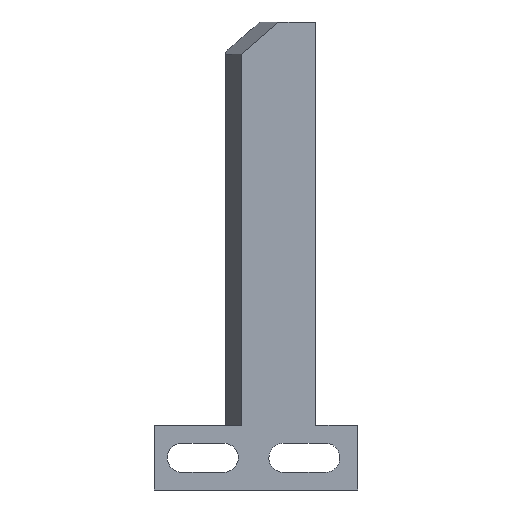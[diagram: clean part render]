
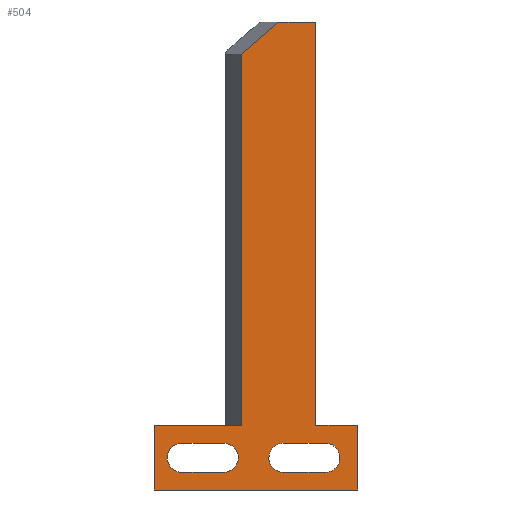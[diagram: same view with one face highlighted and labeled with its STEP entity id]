
A CAD part, front view. The second image highlights one B-rep face of the part: STEP entity #504.
In plain terms, the highlighted planar face has unit normal (0, -1, 0).
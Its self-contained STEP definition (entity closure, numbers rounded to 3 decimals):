
#334=AXIS2_PLACEMENT_3D('Plane Axis2P3D',#331,#332,#333) ;
#396=AXIS2_PLACEMENT_3D('Circle Axis2P3D',#394,#395,$) ;
#412=AXIS2_PLACEMENT_3D('Circle Axis2P3D',#410,#411,$) ;
#51=CARTESIAN_POINT('Vertex',(8.547,-12.,45.)) ;
#54=CARTESIAN_POINT('Line Origine',(14.274,-12.,45.)) ;
#58=CARTESIAN_POINT('Vertex',(20.,-12.,45.)) ;
#274=CARTESIAN_POINT('Line Origine',(2.774,-12.,40.)) ;
#278=CARTESIAN_POINT('Vertex',(-3.,-12.,35.)) ;
#331=CARTESIAN_POINT('Axis2P3D Location',(0.,-12.,40.)) ;
#336=CARTESIAN_POINT('Line Origine',(-3.,-12.,-22.5)) ;
#340=CARTESIAN_POINT('Vertex',(-3.,-12.,-80.)) ;
#343=CARTESIAN_POINT('Line Origine',(-16.5,-12.,-80.)) ;
#347=CARTESIAN_POINT('Vertex',(-30.,-12.,-80.)) ;
#350=CARTESIAN_POINT('Line Origine',(-30.,-12.,-90.)) ;
#354=CARTESIAN_POINT('Vertex',(-30.,-12.,-100.)) ;
#357=CARTESIAN_POINT('Line Origine',(1.5,-12.,-100.)) ;
#361=CARTESIAN_POINT('Vertex',(33.,-12.,-100.)) ;
#364=CARTESIAN_POINT('Line Origine',(33.,-12.,-90.)) ;
#368=CARTESIAN_POINT('Vertex',(33.,-12.,-80.)) ;
#371=CARTESIAN_POINT('Line Origine',(26.5,-12.,-80.)) ;
#375=CARTESIAN_POINT('Vertex',(20.,-12.,-80.)) ;
#378=CARTESIAN_POINT('Line Origine',(20.,-12.,-17.5)) ;
#394=CARTESIAN_POINT('Axis2P3D Location',(-21.5,-12.,-90.)) ;
#398=CARTESIAN_POINT('Vertex',(-21.5,-12.,-85.5)) ;
#400=CARTESIAN_POINT('Vertex',(-21.5,-12.,-94.5)) ;
#403=CARTESIAN_POINT('Line Origine',(-15.,-12.,-85.5)) ;
#407=CARTESIAN_POINT('Vertex',(-8.5,-12.,-85.5)) ;
#410=CARTESIAN_POINT('Axis2P3D Location',(-8.5,-12.,-90.)) ;
#414=CARTESIAN_POINT('Vertex',(-8.5,-12.,-94.5)) ;
#417=CARTESIAN_POINT('Line Origine',(-15.,-12.,-94.5)) ;
#429=CARTESIAN_POINT('Control Point',(10.,-12.,-94.5)) ;
#430=CARTESIAN_POINT('Control Point',(9.584,-12.,-94.5)) ;
#431=CARTESIAN_POINT('Control Point',(9.169,-12.,-94.452)) ;
#432=CARTESIAN_POINT('Control Point',(8.76,-12.,-94.356)) ;
#433=CARTESIAN_POINT('Control Point',(7.973,-12.,-94.071)) ;
#434=CARTESIAN_POINT('Control Point',(7.272,-12.,-93.615)) ;
#435=CARTESIAN_POINT('Control Point',(6.949,-12.,-93.347)) ;
#436=CARTESIAN_POINT('Control Point',(6.371,-12.,-92.742)) ;
#437=CARTESIAN_POINT('Control Point',(5.947,-12.,-92.02)) ;
#438=CARTESIAN_POINT('Control Point',(5.777,-12.,-91.637)) ;
#439=CARTESIAN_POINT('Control Point',(5.53,-12.,-90.837)) ;
#440=CARTESIAN_POINT('Control Point',(5.471,-12.,-90.002)) ;
#441=CARTESIAN_POINT('Control Point',(5.49,-12.,-89.583)) ;
#442=CARTESIAN_POINT('Control Point',(5.625,-12.,-88.757)) ;
#443=CARTESIAN_POINT('Control Point',(5.945,-12.,-87.984)) ;
#444=CARTESIAN_POINT('Control Point',(6.148,-12.,-87.617)) ;
#445=CARTESIAN_POINT('Control Point',(6.637,-12.,-86.938)) ;
#446=CARTESIAN_POINT('Control Point',(7.268,-12.,-86.388)) ;
#447=CARTESIAN_POINT('Control Point',(7.614,-12.,-86.151)) ;
#448=CARTESIAN_POINT('Control Point',(8.281,-12.,-85.799)) ;
#449=CARTESIAN_POINT('Control Point',(9.004,-12.,-85.593)) ;
#450=CARTESIAN_POINT('Control Point',(9.333,-12.,-85.531)) ;
#451=CARTESIAN_POINT('Control Point',(9.667,-12.,-85.5)) ;
#452=CARTESIAN_POINT('Control Point',(10.,-12.,-85.5)) ;
#453=CARTESIAN_POINT('Vertex',(10.,-12.,-94.5)) ;
#455=CARTESIAN_POINT('Vertex',(10.,-12.,-85.5)) ;
#458=CARTESIAN_POINT('Line Origine',(16.5,-12.,-85.5)) ;
#462=CARTESIAN_POINT('Vertex',(23.,-12.,-85.5)) ;
#466=CARTESIAN_POINT('Control Point',(23.,-12.,-85.5)) ;
#467=CARTESIAN_POINT('Control Point',(23.416,-12.,-85.5)) ;
#468=CARTESIAN_POINT('Control Point',(23.831,-12.,-85.548)) ;
#469=CARTESIAN_POINT('Control Point',(24.24,-12.,-85.644)) ;
#470=CARTESIAN_POINT('Control Point',(25.027,-12.,-85.929)) ;
#471=CARTESIAN_POINT('Control Point',(25.728,-12.,-86.385)) ;
#472=CARTESIAN_POINT('Control Point',(26.051,-12.,-86.653)) ;
#473=CARTESIAN_POINT('Control Point',(26.629,-12.,-87.258)) ;
#474=CARTESIAN_POINT('Control Point',(27.053,-12.,-87.98)) ;
#475=CARTESIAN_POINT('Control Point',(27.223,-12.,-88.363)) ;
#476=CARTESIAN_POINT('Control Point',(27.47,-12.,-89.163)) ;
#477=CARTESIAN_POINT('Control Point',(27.529,-12.,-89.998)) ;
#478=CARTESIAN_POINT('Control Point',(27.51,-12.,-90.417)) ;
#479=CARTESIAN_POINT('Control Point',(27.375,-12.,-91.243)) ;
#480=CARTESIAN_POINT('Control Point',(27.055,-12.,-92.016)) ;
#481=CARTESIAN_POINT('Control Point',(26.852,-12.,-92.383)) ;
#482=CARTESIAN_POINT('Control Point',(26.363,-12.,-93.062)) ;
#483=CARTESIAN_POINT('Control Point',(25.732,-12.,-93.612)) ;
#484=CARTESIAN_POINT('Control Point',(25.386,-12.,-93.849)) ;
#485=CARTESIAN_POINT('Control Point',(24.719,-12.,-94.201)) ;
#486=CARTESIAN_POINT('Control Point',(23.996,-12.,-94.407)) ;
#487=CARTESIAN_POINT('Control Point',(23.667,-12.,-94.469)) ;
#488=CARTESIAN_POINT('Control Point',(23.333,-12.,-94.5)) ;
#489=CARTESIAN_POINT('Control Point',(23.,-12.,-94.5)) ;
#490=CARTESIAN_POINT('Vertex',(23.,-12.,-94.5)) ;
#493=CARTESIAN_POINT('Line Origine',(16.5,-12.,-94.5)) ;
#55=DIRECTION('Vector Direction',(-1.,0.,0.)) ;
#275=DIRECTION('Vector Direction',(-0.756,0.,-0.655)) ;
#332=DIRECTION('Axis2P3D Direction',(0.,-1.,0.)) ;
#333=DIRECTION('Axis2P3D XDirection',(0.,0.,-1.)) ;
#337=DIRECTION('Vector Direction',(0.,0.,-1.)) ;
#344=DIRECTION('Vector Direction',(1.,0.,0.)) ;
#351=DIRECTION('Vector Direction',(0.,0.,-1.)) ;
#358=DIRECTION('Vector Direction',(1.,0.,0.)) ;
#365=DIRECTION('Vector Direction',(0.,0.,-1.)) ;
#372=DIRECTION('Vector Direction',(1.,0.,0.)) ;
#379=DIRECTION('Vector Direction',(0.,0.,1.)) ;
#395=DIRECTION('Axis2P3D Direction',(0.,-1.,0.)) ;
#404=DIRECTION('Vector Direction',(1.,0.,0.)) ;
#411=DIRECTION('Axis2P3D Direction',(0.,-1.,0.)) ;
#418=DIRECTION('Vector Direction',(1.,0.,0.)) ;
#459=DIRECTION('Vector Direction',(1.,0.,0.)) ;
#494=DIRECTION('Vector Direction',(-1.,0.,0.)) ;
#56=VECTOR('Line Direction',#55,1.) ;
#276=VECTOR('Line Direction',#275,1.) ;
#338=VECTOR('Line Direction',#337,1.) ;
#345=VECTOR('Line Direction',#344,1.) ;
#352=VECTOR('Line Direction',#351,1.) ;
#359=VECTOR('Line Direction',#358,1.) ;
#366=VECTOR('Line Direction',#365,1.) ;
#373=VECTOR('Line Direction',#372,1.) ;
#380=VECTOR('Line Direction',#379,1.) ;
#405=VECTOR('Line Direction',#404,1.) ;
#419=VECTOR('Line Direction',#418,1.) ;
#460=VECTOR('Line Direction',#459,1.) ;
#495=VECTOR('Line Direction',#494,1.) ;
#384=ORIENTED_EDGE('',*,*,#60,.T.) ;
#385=ORIENTED_EDGE('',*,*,#280,.T.) ;
#386=ORIENTED_EDGE('',*,*,#342,.T.) ;
#387=ORIENTED_EDGE('',*,*,#349,.F.) ;
#388=ORIENTED_EDGE('',*,*,#356,.T.) ;
#389=ORIENTED_EDGE('',*,*,#363,.T.) ;
#390=ORIENTED_EDGE('',*,*,#370,.F.) ;
#391=ORIENTED_EDGE('',*,*,#377,.F.) ;
#392=ORIENTED_EDGE('',*,*,#382,.T.) ;
#423=ORIENTED_EDGE('',*,*,#402,.F.) ;
#424=ORIENTED_EDGE('',*,*,#409,.T.) ;
#425=ORIENTED_EDGE('',*,*,#416,.F.) ;
#426=ORIENTED_EDGE('',*,*,#421,.F.) ;
#499=ORIENTED_EDGE('',*,*,#457,.T.) ;
#500=ORIENTED_EDGE('',*,*,#464,.T.) ;
#501=ORIENTED_EDGE('',*,*,#492,.T.) ;
#502=ORIENTED_EDGE('',*,*,#497,.T.) ;
#427=FACE_BOUND('',#422,.T.) ;
#503=FACE_BOUND('',#498,.T.) ;
#504=ADVANCED_FACE('MANIFOLD_SOLID_BREP #131348',(#393,#427,#503),#335,.T.) ;
#428=B_SPLINE_CURVE_WITH_KNOTS('',5,(#429,#430,#431,#432,#433,#434,#435,#436,#437,#438,#439,#440,#441,#442,#443,#444,#445,#446,#447,#448,#449,#450,#451,#452),.UNSPECIFIED.,.F.,.U.,(6,3,3,3,3,3,3,6),(0.,2.939,5.879,8.818,11.757,14.697,17.636,19.993),.UNSPECIFIED.) ;
#465=B_SPLINE_CURVE_WITH_KNOTS('',5,(#466,#467,#468,#469,#470,#471,#472,#473,#474,#475,#476,#477,#478,#479,#480,#481,#482,#483,#484,#485,#486,#487,#488,#489),.UNSPECIFIED.,.F.,.U.,(6,3,3,3,3,3,3,6),(0.,2.939,5.879,8.818,11.757,14.697,17.636,19.993),.UNSPECIFIED.) ;
#397=CIRCLE('generated circle',#396,4.5) ;
#413=CIRCLE('generated circle',#412,4.5) ;
#60=EDGE_CURVE('',#59,#52,#57,.T.) ;
#280=EDGE_CURVE('',#52,#279,#277,.T.) ;
#342=EDGE_CURVE('',#279,#341,#339,.T.) ;
#349=EDGE_CURVE('',#348,#341,#346,.T.) ;
#356=EDGE_CURVE('',#348,#355,#353,.T.) ;
#363=EDGE_CURVE('',#355,#362,#360,.T.) ;
#370=EDGE_CURVE('',#369,#362,#367,.T.) ;
#377=EDGE_CURVE('',#376,#369,#374,.T.) ;
#382=EDGE_CURVE('',#376,#59,#381,.T.) ;
#402=EDGE_CURVE('',#399,#401,#397,.T.) ;
#409=EDGE_CURVE('',#399,#408,#406,.T.) ;
#416=EDGE_CURVE('',#415,#408,#413,.T.) ;
#421=EDGE_CURVE('',#401,#415,#420,.T.) ;
#457=EDGE_CURVE('',#454,#456,#428,.T.) ;
#464=EDGE_CURVE('',#456,#463,#461,.T.) ;
#492=EDGE_CURVE('',#463,#491,#465,.T.) ;
#497=EDGE_CURVE('',#491,#454,#496,.T.) ;
#383=EDGE_LOOP('',(#384,#385,#386,#387,#388,#389,#390,#391,#392)) ;
#422=EDGE_LOOP('',(#423,#424,#425,#426)) ;
#498=EDGE_LOOP('',(#499,#500,#501,#502)) ;
#393=FACE_OUTER_BOUND('',#383,.T.) ;
#57=LINE('Line',#54,#56) ;
#277=LINE('Line',#274,#276) ;
#339=LINE('Line',#336,#338) ;
#346=LINE('Line',#343,#345) ;
#353=LINE('Line',#350,#352) ;
#360=LINE('Line',#357,#359) ;
#367=LINE('Line',#364,#366) ;
#374=LINE('Line',#371,#373) ;
#381=LINE('Line',#378,#380) ;
#406=LINE('Line',#403,#405) ;
#420=LINE('Line',#417,#419) ;
#461=LINE('Line',#458,#460) ;
#496=LINE('Line',#493,#495) ;
#335=PLANE('',#334) ;
#52=VERTEX_POINT('',#51) ;
#59=VERTEX_POINT('',#58) ;
#279=VERTEX_POINT('',#278) ;
#341=VERTEX_POINT('',#340) ;
#348=VERTEX_POINT('',#347) ;
#355=VERTEX_POINT('',#354) ;
#362=VERTEX_POINT('',#361) ;
#369=VERTEX_POINT('',#368) ;
#376=VERTEX_POINT('',#375) ;
#399=VERTEX_POINT('',#398) ;
#401=VERTEX_POINT('',#400) ;
#408=VERTEX_POINT('',#407) ;
#415=VERTEX_POINT('',#414) ;
#454=VERTEX_POINT('',#453) ;
#456=VERTEX_POINT('',#455) ;
#463=VERTEX_POINT('',#462) ;
#491=VERTEX_POINT('',#490) ;
